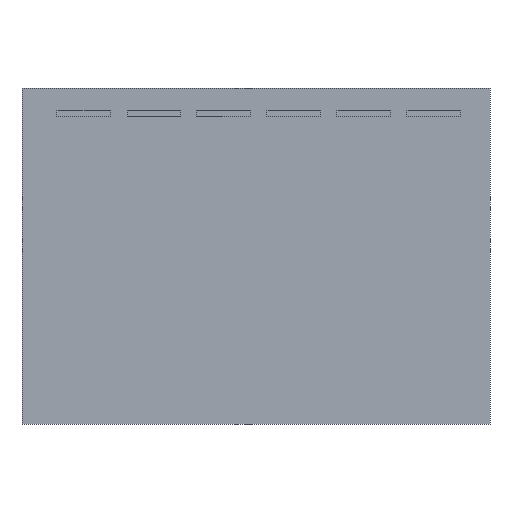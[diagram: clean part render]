
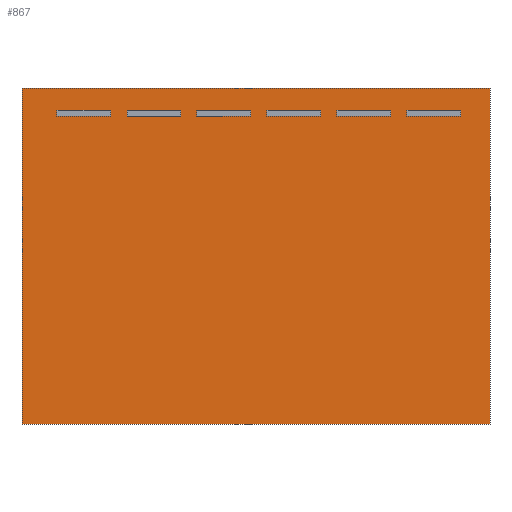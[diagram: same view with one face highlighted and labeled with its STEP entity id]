
A CAD part, front view. The second image highlights one B-rep face of the part: STEP entity #867.
In plain terms, the highlighted planar face has unit normal (0, -1, 0).
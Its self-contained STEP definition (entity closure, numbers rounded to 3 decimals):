
#867=ADVANCED_FACE('',(#1796,#1797,#1798,#1799,#1800,#1801,#1802),#1355,
 .T.);
#1355=PLANE('',#9414);
#1796=FACE_BOUND('',#1933,.T.);
#1797=FACE_BOUND('',#1934,.T.);
#1798=FACE_BOUND('',#1935,.T.);
#1799=FACE_BOUND('',#1936,.T.);
#1800=FACE_BOUND('',#1937,.T.);
#1801=FACE_BOUND('',#1938,.T.);
#1802=FACE_BOUND('',#1939,.T.);
#1933=EDGE_LOOP('',(#2916,#2917,#2918,#2919));
#1934=EDGE_LOOP('',(#2920,#2921,#2922,#2923));
#1935=EDGE_LOOP('',(#2924,#2925,#2926,#2927));
#1936=EDGE_LOOP('',(#2928,#2929,#2930,#2931));
#1937=EDGE_LOOP('',(#2932,#2933,#2934,#2935));
#1938=EDGE_LOOP('',(#2936,#2937,#2938,#2939));
#1939=EDGE_LOOP('',(#2940,#2941,#2942,#2943));
#2916=ORIENTED_EDGE('',*,*,#6175,.F.);
#2917=ORIENTED_EDGE('',*,*,#6176,.T.);
#2918=ORIENTED_EDGE('',*,*,#6027,.T.);
#2919=ORIENTED_EDGE('',*,*,#6174,.T.);
#2920=ORIENTED_EDGE('',*,*,#6150,.F.);
#2921=ORIENTED_EDGE('',*,*,#6177,.T.);
#2922=ORIENTED_EDGE('',*,*,#6178,.T.);
#2923=ORIENTED_EDGE('',*,*,#6157,.F.);
#2924=ORIENTED_EDGE('',*,*,#6170,.T.);
#2925=ORIENTED_EDGE('',*,*,#6179,.T.);
#2926=ORIENTED_EDGE('',*,*,#6171,.F.);
#2927=ORIENTED_EDGE('',*,*,#6127,.F.);
#2928=ORIENTED_EDGE('',*,*,#6163,.T.);
#2929=ORIENTED_EDGE('',*,*,#6180,.T.);
#2930=ORIENTED_EDGE('',*,*,#6164,.F.);
#2931=ORIENTED_EDGE('',*,*,#6139,.T.);
#2932=ORIENTED_EDGE('',*,*,#6181,.F.);
#2933=ORIENTED_EDGE('',*,*,#6182,.T.);
#2934=ORIENTED_EDGE('',*,*,#6183,.F.);
#2935=ORIENTED_EDGE('',*,*,#6184,.T.);
#2936=ORIENTED_EDGE('',*,*,#6185,.T.);
#2937=ORIENTED_EDGE('',*,*,#6186,.T.);
#2938=ORIENTED_EDGE('',*,*,#6187,.F.);
#2939=ORIENTED_EDGE('',*,*,#6188,.T.);
#2940=ORIENTED_EDGE('',*,*,#6189,.T.);
#2941=ORIENTED_EDGE('',*,*,#6190,.F.);
#2942=ORIENTED_EDGE('',*,*,#6191,.T.);
#2943=ORIENTED_EDGE('',*,*,#6192,.T.);
#5144=VERTEX_POINT('',#12908);
#5145=VERTEX_POINT('',#12910);
#5213=VERTEX_POINT('',#13111);
#5214=VERTEX_POINT('',#13113);
#5221=VERTEX_POINT('',#13135);
#5222=VERTEX_POINT('',#13137);
#5229=VERTEX_POINT('',#13157);
#5230=VERTEX_POINT('',#13159);
#5234=VERTEX_POINT('',#13172);
#5237=VERTEX_POINT('',#13182);
#5238=VERTEX_POINT('',#13186);
#5241=VERTEX_POINT('',#13196);
#5242=VERTEX_POINT('',#13200);
#5243=VERTEX_POINT('',#13204);
#5244=VERTEX_POINT('',#13208);
#5245=VERTEX_POINT('',#13211);
#5246=VERTEX_POINT('',#13216);
#5247=VERTEX_POINT('',#13217);
#5248=VERTEX_POINT('',#13219);
#5249=VERTEX_POINT('',#13221);
#5250=VERTEX_POINT('',#13224);
#5251=VERTEX_POINT('',#13225);
#5252=VERTEX_POINT('',#13227);
#5253=VERTEX_POINT('',#13229);
#5254=VERTEX_POINT('',#13232);
#5255=VERTEX_POINT('',#13233);
#5256=VERTEX_POINT('',#13235);
#5257=VERTEX_POINT('',#13237);
#6027=EDGE_CURVE('',#5145,#5144,#7288,.T.);
#6127=EDGE_CURVE('',#5213,#5214,#7376,.T.);
#6139=EDGE_CURVE('',#5222,#5221,#7388,.T.);
#6150=EDGE_CURVE('',#5229,#5230,#7399,.T.);
#6157=EDGE_CURVE('',#5230,#5234,#7406,.T.);
#6163=EDGE_CURVE('',#5221,#5237,#7412,.T.);
#6164=EDGE_CURVE('',#5222,#5238,#7413,.T.);
#6170=EDGE_CURVE('',#5213,#5241,#7419,.T.);
#6171=EDGE_CURVE('',#5214,#5242,#7420,.T.);
#6174=EDGE_CURVE('',#5144,#5243,#7423,.T.);
#6175=EDGE_CURVE('',#5244,#5243,#7424,.T.);
#6176=EDGE_CURVE('',#5244,#5145,#7425,.T.);
#6177=EDGE_CURVE('',#5229,#5245,#7426,.T.);
#6178=EDGE_CURVE('',#5245,#5234,#7427,.T.);
#6179=EDGE_CURVE('',#5241,#5242,#7428,.T.);
#6180=EDGE_CURVE('',#5237,#5238,#7429,.T.);
#6181=EDGE_CURVE('',#5246,#5247,#7430,.T.);
#6182=EDGE_CURVE('',#5246,#5248,#7431,.T.);
#6183=EDGE_CURVE('',#5249,#5248,#7432,.T.);
#6184=EDGE_CURVE('',#5249,#5247,#7433,.T.);
#6185=EDGE_CURVE('',#5250,#5251,#7434,.T.);
#6186=EDGE_CURVE('',#5251,#5252,#7435,.T.);
#6187=EDGE_CURVE('',#5253,#5252,#7436,.T.);
#6188=EDGE_CURVE('',#5253,#5250,#7437,.T.);
#6189=EDGE_CURVE('',#5254,#5255,#7438,.T.);
#6190=EDGE_CURVE('',#5256,#5255,#7439,.T.);
#6191=EDGE_CURVE('',#5256,#5257,#7440,.T.);
#6192=EDGE_CURVE('',#5257,#5254,#7441,.T.);
#7288=LINE('',#12909,#8401);
#7376=LINE('',#13112,#8489);
#7388=LINE('',#13136,#8501);
#7399=LINE('',#13158,#8512);
#7406=LINE('',#13171,#8519);
#7412=LINE('',#13183,#8525);
#7413=LINE('',#13185,#8526);
#7419=LINE('',#13197,#8532);
#7420=LINE('',#13199,#8533);
#7423=LINE('',#13205,#8536);
#7424=LINE('',#13207,#8537);
#7425=LINE('',#13209,#8538);
#7426=LINE('',#13210,#8539);
#7427=LINE('',#13212,#8540);
#7428=LINE('',#13213,#8541);
#7429=LINE('',#13214,#8542);
#7430=LINE('',#13215,#8543);
#7431=LINE('',#13218,#8544);
#7432=LINE('',#13220,#8545);
#7433=LINE('',#13222,#8546);
#7434=LINE('',#13223,#8547);
#7435=LINE('',#13226,#8548);
#7436=LINE('',#13228,#8549);
#7437=LINE('',#13230,#8550);
#7438=LINE('',#13231,#8551);
#7439=LINE('',#13234,#8552);
#7440=LINE('',#13236,#8553);
#7441=LINE('',#13238,#8554);
#8401=VECTOR('',#10309,1.);
#8489=VECTOR('',#10489,1.);
#8501=VECTOR('',#10509,1.);
#8512=VECTOR('',#10526,1.);
#8519=VECTOR('',#10537,1.);
#8525=VECTOR('',#10547,1.);
#8526=VECTOR('',#10550,1.);
#8532=VECTOR('',#10560,1.);
#8533=VECTOR('',#10563,1.);
#8536=VECTOR('',#10568,1.);
#8537=VECTOR('',#10571,1.);
#8538=VECTOR('',#10572,1.);
#8539=VECTOR('',#10573,1.);
#8540=VECTOR('',#10574,1.);
#8541=VECTOR('',#10575,1.);
#8542=VECTOR('',#10576,1.);
#8543=VECTOR('',#10577,1.);
#8544=VECTOR('',#10578,1.);
#8545=VECTOR('',#10579,1.);
#8546=VECTOR('',#10580,1.);
#8547=VECTOR('',#10581,1.);
#8548=VECTOR('',#10582,1.);
#8549=VECTOR('',#10583,1.);
#8550=VECTOR('',#10584,1.);
#8551=VECTOR('',#10585,1.);
#8552=VECTOR('',#10586,1.);
#8553=VECTOR('',#10587,1.);
#8554=VECTOR('',#10588,1.);
#9414=AXIS2_PLACEMENT_3D('',#13239,#10589,#10590);
#10309=DIRECTION('',(0.,0.,-1.));
#10489=DIRECTION('',(-1.,0.,0.));
#10509=DIRECTION('',(1.,0.,0.));
#10526=DIRECTION('',(-1.,0.,0.));
#10537=DIRECTION('',(0.,0.,-1.));
#10547=DIRECTION('',(0.,0.,-1.));
#10550=DIRECTION('',(0.,0.,-1.));
#10560=DIRECTION('',(0.,0.,-1.));
#10563=DIRECTION('',(0.,0.,-1.));
#10568=DIRECTION('',(1.,0.,0.));
#10571=DIRECTION('',(0.,0.,-1.));
#10572=DIRECTION('',(-1.,0.,0.));
#10573=DIRECTION('',(0.,0.,-1.));
#10574=DIRECTION('',(-1.,0.,0.));
#10575=DIRECTION('',(-1.,0.,0.));
#10576=DIRECTION('',(-1.,0.,0.));
#10577=DIRECTION('',(0.,0.,1.));
#10578=DIRECTION('',(-1.,0.,0.));
#10579=DIRECTION('',(0.,0.,-1.));
#10580=DIRECTION('',(1.,0.,0.));
#10581=DIRECTION('',(0.,0.,-1.));
#10582=DIRECTION('',(-1.,0.,0.));
#10583=DIRECTION('',(0.,0.,-1.));
#10584=DIRECTION('',(1.,0.,0.));
#10585=DIRECTION('',(-1.,0.,0.));
#10586=DIRECTION('',(0.,0.,-1.));
#10587=DIRECTION('',(1.,0.,0.));
#10588=DIRECTION('',(0.,0.,-1.));
#10589=DIRECTION('',(0.,-1.,0.));
#10590=DIRECTION('',(0.,0.,-1.));
#12908=CARTESIAN_POINT('',(-23.4,-8.5,-16.8));
#12909=CARTESIAN_POINT('',(-23.4,-8.5,0.));
#12910=CARTESIAN_POINT('',(-23.4,-8.5,0.));
#13111=CARTESIAN_POINT('',(-18.95,-8.5,-1.1));
#13112=CARTESIAN_POINT('',(-18.95,-8.5,-1.1));
#13113=CARTESIAN_POINT('',(-21.65,-8.5,-1.1));
#13135=CARTESIAN_POINT('',(-15.45,-8.5,-1.1));
#13136=CARTESIAN_POINT('',(-18.15,-8.5,-1.1));
#13137=CARTESIAN_POINT('',(-18.15,-8.5,-1.1));
#13157=CARTESIAN_POINT('',(-11.95,-8.5,-1.1));
#13158=CARTESIAN_POINT('',(-14.65,-8.5,-1.1));
#13159=CARTESIAN_POINT('',(-14.65,-8.5,-1.1));
#13171=CARTESIAN_POINT('',(-14.65,-8.5,-1.1));
#13172=CARTESIAN_POINT('',(-14.65,-8.5,-1.4));
#13182=CARTESIAN_POINT('',(-15.45,-8.5,-1.4));
#13183=CARTESIAN_POINT('',(-15.45,-8.5,-1.1));
#13185=CARTESIAN_POINT('',(-18.15,-8.5,-1.1));
#13186=CARTESIAN_POINT('',(-18.15,-8.5,-1.4));
#13196=CARTESIAN_POINT('',(-18.95,-8.5,-1.4));
#13197=CARTESIAN_POINT('',(-18.95,-8.5,-1.1));
#13199=CARTESIAN_POINT('',(-21.65,-8.5,-1.1));
#13200=CARTESIAN_POINT('',(-21.65,-8.5,-1.4));
#13204=CARTESIAN_POINT('',(0.,-8.5,-16.8));
#13205=CARTESIAN_POINT('',(-23.4,-8.5,-16.8));
#13207=CARTESIAN_POINT('',(0.,-8.5,0.));
#13208=CARTESIAN_POINT('',(0.,-8.5,0.));
#13209=CARTESIAN_POINT('',(7.,-8.5,0.));
#13210=CARTESIAN_POINT('',(-11.95,-8.5,-1.1));
#13211=CARTESIAN_POINT('',(-11.95,-8.5,-1.4));
#13212=CARTESIAN_POINT('',(7.,-8.5,-1.4));
#13213=CARTESIAN_POINT('',(7.,-8.5,-1.4));
#13214=CARTESIAN_POINT('',(7.,-8.5,-1.4));
#13215=CARTESIAN_POINT('',(-1.45,-8.5,-16.8));
#13216=CARTESIAN_POINT('',(-1.45,-8.5,-1.4));
#13217=CARTESIAN_POINT('',(-1.45,-8.5,-1.1));
#13218=CARTESIAN_POINT('',(0.,-8.5,-1.4));
#13219=CARTESIAN_POINT('',(-4.15,-8.5,-1.4));
#13220=CARTESIAN_POINT('',(-4.15,-8.5,-1.1));
#13221=CARTESIAN_POINT('',(-4.15,-8.5,-1.1));
#13222=CARTESIAN_POINT('',(-4.15,-8.5,-1.1));
#13223=CARTESIAN_POINT('',(-8.45,-8.5,-1.1));
#13224=CARTESIAN_POINT('',(-8.45,-8.5,-1.1));
#13225=CARTESIAN_POINT('',(-8.45,-8.5,-1.4));
#13226=CARTESIAN_POINT('',(0.,-8.5,-1.4));
#13227=CARTESIAN_POINT('',(-11.15,-8.5,-1.4));
#13228=CARTESIAN_POINT('',(-11.15,-8.5,-1.1));
#13229=CARTESIAN_POINT('',(-11.15,-8.5,-1.1));
#13230=CARTESIAN_POINT('',(-11.15,-8.5,-1.1));
#13231=CARTESIAN_POINT('',(0.,-8.5,-1.4));
#13232=CARTESIAN_POINT('',(-4.95,-8.5,-1.4));
#13233=CARTESIAN_POINT('',(-7.65,-8.5,-1.4));
#13234=CARTESIAN_POINT('',(-7.65,-8.5,-1.1));
#13235=CARTESIAN_POINT('',(-7.65,-8.5,-1.1));
#13236=CARTESIAN_POINT('',(-7.65,-8.5,-1.1));
#13237=CARTESIAN_POINT('',(-4.95,-8.5,-1.1));
#13238=CARTESIAN_POINT('',(-4.95,-8.5,-1.1));
#13239=CARTESIAN_POINT('',(-10.5,-8.5,-10.4));
